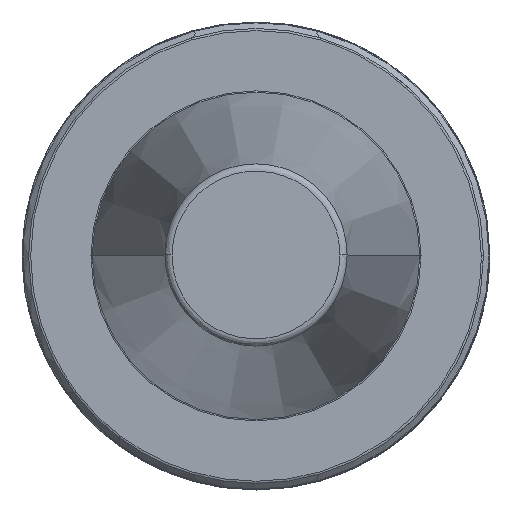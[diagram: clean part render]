
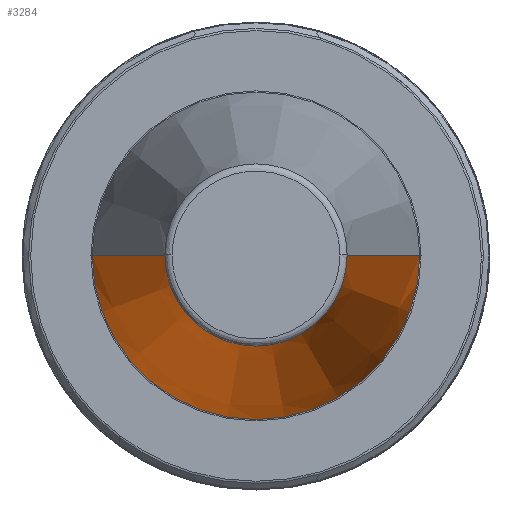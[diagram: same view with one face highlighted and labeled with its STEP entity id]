
A CAD part, top view. The second image highlights one B-rep face of the part: STEP entity #3284.
In plain terms, the highlighted conical face has half-angle 8.297 degrees and reference radius 12.375 mm.
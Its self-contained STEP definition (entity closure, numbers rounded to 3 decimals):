
#181 = AXIS2_PLACEMENT_3D ( 'NONE', #2121, #3133, #3029 ) ;
#187 = CARTESIAN_POINT ( 'NONE',  ( 12.375, 0., 67.544 ) ) ;
#243 = CARTESIAN_POINT ( 'NONE',  ( -22.225, 0., 0. ) ) ;
#252 = ORIENTED_EDGE ( 'NONE', *, *, #1198, .T. ) ;
#477 = DIRECTION ( 'NONE',  ( -1., 0., 0. ) ) ;
#561 = CARTESIAN_POINT ( 'NONE',  ( 0., 0., 67.544 ) ) ;
#620 = CARTESIAN_POINT ( 'NONE',  ( 12.375, 0., 67.544 ) ) ;
#976 = EDGE_CURVE ( 'NONE', #1320, #1703, #3320, .T. ) ;
#1198 = EDGE_CURVE ( 'NONE', #1606, #2431, #2304, .T. ) ;
#1201 = CIRCLE ( 'NONE', #181, 22.225 ) ;
#1268 = EDGE_CURVE ( 'NONE', #2431, #1703, #1201, .T. ) ;
#1320 = VERTEX_POINT ( 'NONE', #620 ) ;
#1321 = EDGE_CURVE ( 'NONE', #1606, #1320, #2217, .T. ) ;
#1328 = VECTOR ( 'NONE', #2164, 1000. ) ;
#1434 = AXIS2_PLACEMENT_3D ( 'NONE', #2059, #2915, #477 ) ;
#1606 = VERTEX_POINT ( 'NONE', #2323 ) ;
#1674 = AXIS2_PLACEMENT_3D ( 'NONE', #561, #1826, #2814 ) ;
#1703 = VERTEX_POINT ( 'NONE', #3083 ) ;
#1826 = DIRECTION ( 'NONE',  ( 0., 0., -1. ) ) ;
#1869 = EDGE_LOOP ( 'NONE', ( #1997, #2374, #252, #2704 ) ) ;
#1997 = ORIENTED_EDGE ( 'NONE', *, *, #976, .F. ) ;
#2059 = CARTESIAN_POINT ( 'NONE',  ( 0., 0., 67.544 ) ) ;
#2121 = CARTESIAN_POINT ( 'NONE',  ( 0., 0., 0. ) ) ;
#2164 = DIRECTION ( 'NONE',  ( -0.144, 0., -0.99 ) ) ;
#2217 = CIRCLE ( 'NONE', #1434, 12.375 ) ;
#2304 = LINE ( 'NONE', #3372, #1328 ) ;
#2323 = CARTESIAN_POINT ( 'NONE',  ( -12.375, 0., 67.544 ) ) ;
#2374 = ORIENTED_EDGE ( 'NONE', *, *, #1321, .F. ) ;
#2420 = DIRECTION ( 'NONE',  ( 0.144, 0., -0.99 ) ) ;
#2431 = VERTEX_POINT ( 'NONE', #243 ) ;
#2463 = VECTOR ( 'NONE', #2420, 1000. ) ;
#2704 = ORIENTED_EDGE ( 'NONE', *, *, #1268, .T. ) ;
#2814 = DIRECTION ( 'NONE',  ( -1., 0., 0. ) ) ;
#2915 = DIRECTION ( 'NONE',  ( 0., 0., 1. ) ) ;
#3029 = DIRECTION ( 'NONE',  ( 1., 0., 0. ) ) ;
#3066 = FACE_OUTER_BOUND ( 'NONE', #1869, .T. ) ;
#3083 = CARTESIAN_POINT ( 'NONE',  ( 22.225, 0., 0. ) ) ;
#3133 = DIRECTION ( 'NONE',  ( 0., 0., 1. ) ) ;
#3155 = CONICAL_SURFACE ( 'NONE', #1674, 12.375, 0.145 ) ;
#3284 = ADVANCED_FACE ( 'NONE', ( #3066 ), #3155, .T. ) ;
#3320 = LINE ( 'NONE', #187, #2463 ) ;
#3372 = CARTESIAN_POINT ( 'NONE',  ( -12.375, 0., 67.544 ) ) ;
